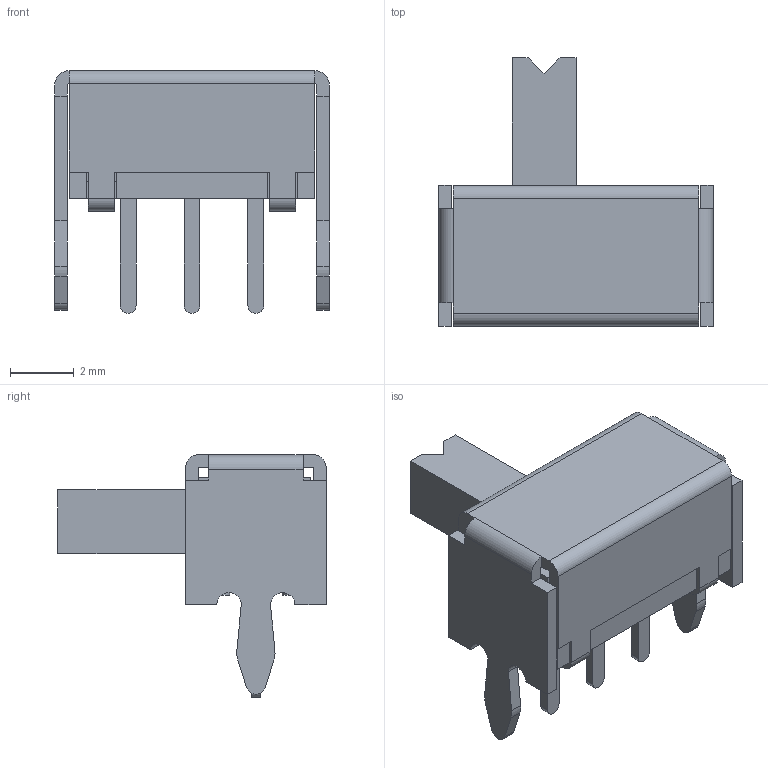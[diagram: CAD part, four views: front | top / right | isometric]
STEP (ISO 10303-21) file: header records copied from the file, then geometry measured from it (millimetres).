
FILE_DESCRIPTION( ( '' ), ' ' );
FILE_NAME( '5a33df32fabe230dd79d5bf3.step', '2017-12-15T14:41:55', ( '' ), ( '' ), ' ', ' ', ' ' );
FILE_SCHEMA( ( 'AUTOMOTIVE_DESIGN { 1 0 10303 214 1 1 1 1 }' ) );
Length unit declared in the file: metre
Products named in the file (1): Open CASCADE STEP translator 6.8 1
Bounding box: 8.6 x 8.4 x 7.6 mm (x, y, z)
Volume: 138.7 mm3; surface area: 430.1 mm2
Topology: 1 solids, 1 shells, 200 faces, 593 edges, 385 vertices
Faces by surface type: plane 152, cylinder 36, extrusion 12
Entity records: 11406 total; most frequent: CARTESIAN_POINT 1449, ORIENTED_EDGE 1186, DIRECTION 1024, STYLED_ITEM 793, PRESENTATION_STYLE_ASSIGNMENT 793, COLOUR_RGB 793, EDGE_CURVE 593, CURVE_STYLE 593
